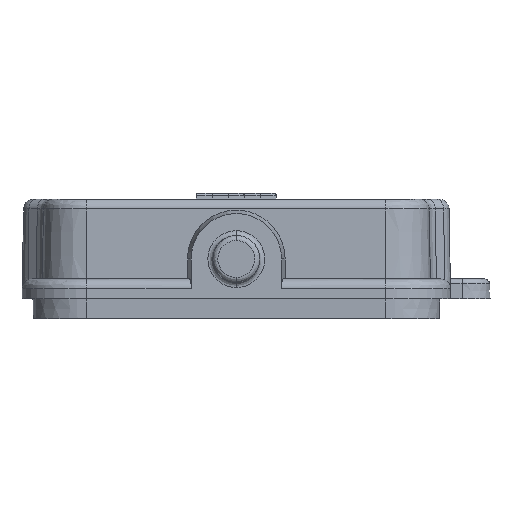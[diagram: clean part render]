
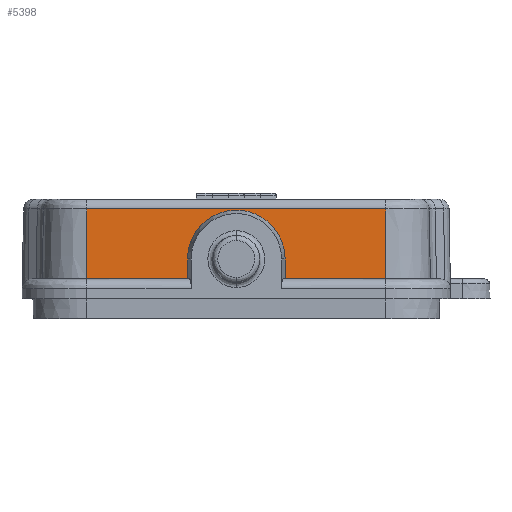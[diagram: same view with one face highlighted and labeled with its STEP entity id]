
A CAD part, left-side view. The second image highlights one B-rep face of the part: STEP entity #5398.
In plain terms, the highlighted planar face has unit normal (-1, 0, 0.018).
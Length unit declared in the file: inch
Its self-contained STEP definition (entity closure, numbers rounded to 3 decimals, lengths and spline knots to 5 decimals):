
#22 = CARTESIAN_POINT ( 'NONE',  ( -0.84034, 0., 0.42939 ) ) ;
#215 = CARTESIAN_POINT ( 'NONE',  ( -0.84646, -0.59055, 0.07874 ) ) ;
#395 = EDGE_CURVE ( 'NONE', #6672, #4526, #5451, .T. ) ;
#518 = EDGE_CURVE ( 'NONE', #2180, #5346, #2042, .T. ) ;
#685 = DIRECTION ( 'NONE',  ( 0., -1., 0. ) ) ;
#890 = FACE_OUTER_BOUND ( 'NONE', #3504, .T. ) ;
#988 = VERTEX_POINT ( 'NONE', #5394 ) ;
#1171 = DIRECTION ( 'NONE',  ( 0., -1., 0. ) ) ;
#1324 = DIRECTION ( 'NONE',  ( 0.017, 0., 1. ) ) ;
#1406 = CARTESIAN_POINT ( 'NONE',  ( -0.84034, 0.11308, 0.42939 ) ) ;
#1407 = ORIENTED_EDGE ( 'NONE', *, *, #2121, .T. ) ;
#1566 = VERTEX_POINT ( 'NONE', #2787 ) ;
#1870 = CARTESIAN_POINT ( 'NONE',  ( -0.84508, -0.59055, 0.15748 ) ) ;
#2020 =( BOUNDED_CURVE ( )  B_SPLINE_CURVE ( 3, ( #3563, #3095, #1406, #22, #7353, #3132, #5551 ),
 .UNSPECIFIED., .F., .F. ) 
 B_SPLINE_CURVE_WITH_KNOTS ( ( 4, 3, 4 ),
 ( 4.70931, 6.28319, 7.85706 ),
 .UNSPECIFIED. ) 
 CURVE ( )  GEOMETRIC_REPRESENTATION_ITEM ( )  RATIONAL_B_SPLINE_CURVE ( ( 1., 0.804, 0.804, 1., 0.804, 0.804, 1. ) ) 
 REPRESENTATION_ITEM ( '' )  );
#2042 = LINE ( 'NONE', #3147, #3527 ) ;
#2121 = EDGE_CURVE ( 'NONE', #1566, #2180, #7243, .T. ) ;
#2180 = VERTEX_POINT ( 'NONE', #6799 ) ;
#2284 = CARTESIAN_POINT ( 'NONE',  ( -0.84508, -0.59055, 0.15748 ) ) ;
#2288 = ORIENTED_EDGE ( 'NONE', *, *, #7498, .T. ) ;
#2345 = VECTOR ( 'NONE', #685, 39.37008 ) ;
#2365 = CARTESIAN_POINT ( 'NONE',  ( -0.84371, -0.19257, 0.23622 ) ) ;
#2423 = ORIENTED_EDGE ( 'NONE', *, *, #6562, .T. ) ;
#2520 = CARTESIAN_POINT ( 'NONE',  ( -0.84026, -0.59055, 0.43376 ) ) ;
#2531 = LINE ( 'NONE', #1870, #2345 ) ;
#2538 = DIRECTION ( 'NONE',  ( -1., 0., 0.017 ) ) ;
#2651 = ORIENTED_EDGE ( 'NONE', *, *, #7215, .T. ) ;
#2787 = CARTESIAN_POINT ( 'NONE',  ( -0.84508, 0.59055, 0.15748 ) ) ;
#2800 = VERTEX_POINT ( 'NONE', #2284 ) ;
#2893 = CARTESIAN_POINT ( 'NONE',  ( -0.84646, 0.59055, 0.07874 ) ) ;
#3095 = CARTESIAN_POINT ( 'NONE',  ( -0.84173, 0.19292, 0.3493 ) ) ;
#3132 = CARTESIAN_POINT ( 'NONE',  ( -0.84173, -0.19292, 0.3493 ) ) ;
#3147 = CARTESIAN_POINT ( 'NONE',  ( -0.84508, 0.19233, 0.15748 ) ) ;
#3177 = ORIENTED_EDGE ( 'NONE', *, *, #6885, .F. ) ;
#3196 = VECTOR ( 'NONE', #1171, 39.37008 ) ;
#3279 = PLANE ( 'NONE',  #7331 ) ;
#3336 = VECTOR ( 'NONE', #6918, 39.37008 ) ;
#3504 = EDGE_LOOP ( 'NONE', ( #7523, #2423, #3177, #7677, #2288, #1407, #7403, #2651 ) ) ;
#3527 = VECTOR ( 'NONE', #6818, 39.37008 ) ;
#3563 = CARTESIAN_POINT ( 'NONE',  ( -0.84371, 0.19257, 0.23622 ) ) ;
#4181 = CARTESIAN_POINT ( 'NONE',  ( -0.84508, -0.59055, 0.15748 ) ) ;
#4208 = CARTESIAN_POINT ( 'NONE',  ( -343.76426, -0.59055, -19645.66929 ) ) ;
#4526 = VERTEX_POINT ( 'NONE', #6207 ) ;
#4953 = CARTESIAN_POINT ( 'NONE',  ( -0.84371, -0.19257, 0.23622 ) ) ;
#5346 = VERTEX_POINT ( 'NONE', #7121 ) ;
#5394 = CARTESIAN_POINT ( 'NONE',  ( -0.84026, 0.59055, 0.43376 ) ) ;
#5398 = ADVANCED_FACE ( 'NONE', ( #890 ), #3279, .T. ) ;
#5451 = LINE ( 'NONE', #2365, #5645 ) ;
#5551 = CARTESIAN_POINT ( 'NONE',  ( -0.84371, -0.19257, 0.23622 ) ) ;
#5607 = VECTOR ( 'NONE', #5777, 39.37008 ) ;
#5645 = VECTOR ( 'NONE', #7680, 39.37008 ) ;
#5710 = VERTEX_POINT ( 'NONE', #2520 ) ;
#5777 = DIRECTION ( 'NONE',  ( -0.017, 0., -1. ) ) ;
#6207 = CARTESIAN_POINT ( 'NONE',  ( -0.84508, -0.19233, 0.15748 ) ) ;
#6215 = EDGE_CURVE ( 'NONE', #988, #5710, #7001, .T. ) ;
#6491 = LINE ( 'NONE', #2893, #5607 ) ;
#6562 = EDGE_CURVE ( 'NONE', #4526, #2800, #2531, .T. ) ;
#6672 = VERTEX_POINT ( 'NONE', #4953 ) ;
#6772 = DIRECTION ( 'NONE',  ( -0.017, 0., -1. ) ) ;
#6799 = CARTESIAN_POINT ( 'NONE',  ( -0.84508, 0.19233, 0.15748 ) ) ;
#6818 = DIRECTION ( 'NONE',  ( 0.017, 0.003, 1. ) ) ;
#6828 = VECTOR ( 'NONE', #6772, 39.37008 ) ;
#6885 = EDGE_CURVE ( 'NONE', #5710, #2800, #7186, .T. ) ;
#6918 = DIRECTION ( 'NONE',  ( 0., -1., 0. ) ) ;
#7001 = LINE ( 'NONE', #7042, #3336 ) ;
#7042 = CARTESIAN_POINT ( 'NONE',  ( -0.84026, -0.59055, 0.43376 ) ) ;
#7121 = CARTESIAN_POINT ( 'NONE',  ( -0.84371, 0.19257, 0.23622 ) ) ;
#7186 = LINE ( 'NONE', #4208, #6828 ) ;
#7215 = EDGE_CURVE ( 'NONE', #5346, #6672, #2020, .T. ) ;
#7243 = LINE ( 'NONE', #4181, #3196 ) ;
#7331 = AXIS2_PLACEMENT_3D ( 'NONE', #215, #2538, #1324 ) ;
#7353 = CARTESIAN_POINT ( 'NONE',  ( -0.84034, -0.11308, 0.42939 ) ) ;
#7403 = ORIENTED_EDGE ( 'NONE', *, *, #518, .T. ) ;
#7498 = EDGE_CURVE ( 'NONE', #988, #1566, #6491, .T. ) ;
#7523 = ORIENTED_EDGE ( 'NONE', *, *, #395, .T. ) ;
#7677 = ORIENTED_EDGE ( 'NONE', *, *, #6215, .F. ) ;
#7680 = DIRECTION ( 'NONE',  ( -0.017, 0.003, -1. ) ) ;
